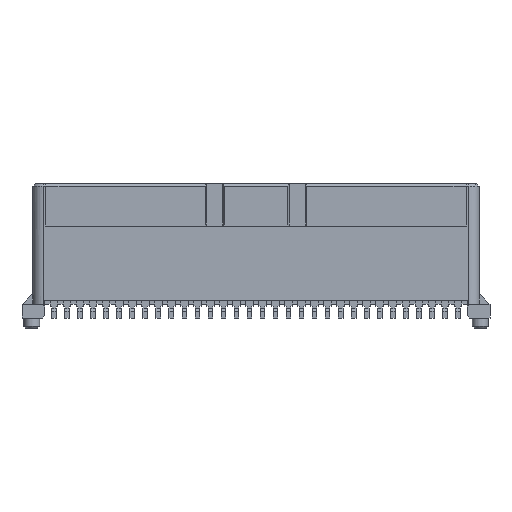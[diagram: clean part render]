
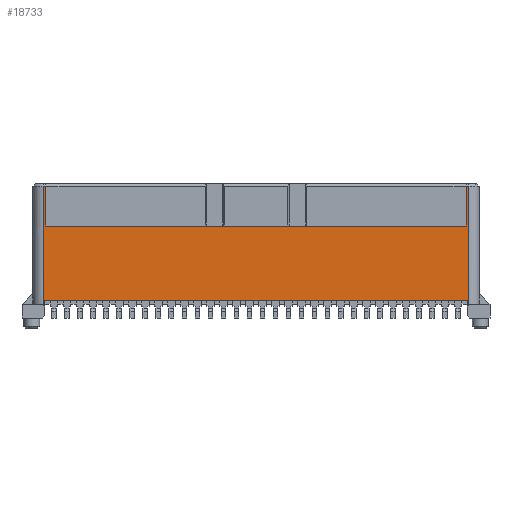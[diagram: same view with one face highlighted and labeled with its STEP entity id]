
A CAD part, front view. The second image highlights one B-rep face of the part: STEP entity #18733.
In plain terms, the highlighted planar face has unit normal (0, -1, 0).
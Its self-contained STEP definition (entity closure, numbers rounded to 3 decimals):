
#13992=CARTESIAN_POINT('',(16.2,-1.53,1.35));
#13993=VERTEX_POINT('',#13992);
#14000=CARTESIAN_POINT('',(-16.2,-1.53,1.35));
#14001=VERTEX_POINT('',#14000);
#14002=CARTESIAN_POINT('',(16.2,-1.53,1.35));
#14003=DIRECTION('',(-1.0,0.0,0.0));
#14004=VECTOR('',#14003,32.4);
#14005=LINE('',#14002,#14004);
#14006=EDGE_CURVE('',#13993,#14001,#14005,.T.);
#18486=CARTESIAN_POINT('',(-16.11,-1.53,7.062));
#18487=VERTEX_POINT('',#18486);
#18494=CARTESIAN_POINT('',(16.11,-1.53,7.062));
#18495=VERTEX_POINT('',#18494);
#18496=CARTESIAN_POINT('',(16.11,-1.53,7.062));
#18497=DIRECTION('',(-1.0,0.0,0.0));
#18498=VECTOR('',#18497,32.22);
#18499=LINE('',#18496,#18498);
#18500=EDGE_CURVE('',#18495,#18487,#18499,.T.);
#18518=CARTESIAN_POINT('',(16.11,-1.53,10.112));
#18519=VERTEX_POINT('',#18518);
#18520=CARTESIAN_POINT('',(16.11,-1.53,10.112));
#18521=DIRECTION('',(0.0,0.0,-1.0));
#18522=VECTOR('',#18521,3.05);
#18523=LINE('',#18520,#18522);
#18524=EDGE_CURVE('',#18519,#18495,#18523,.T.);
#18644=CARTESIAN_POINT('',(-16.11,-1.53,10.112));
#18645=VERTEX_POINT('',#18644);
#18652=CARTESIAN_POINT('',(-16.11,-1.53,10.112));
#18653=DIRECTION('',(0.0,0.0,-1.0));
#18654=VECTOR('',#18653,3.05);
#18655=LINE('',#18652,#18654);
#18656=EDGE_CURVE('',#18645,#18487,#18655,.T.);
#18662=CARTESIAN_POINT('',(17.941,-1.53,10.576));
#18663=DIRECTION('',(0.0,-1.0,0.0));
#18664=DIRECTION('',(1.0,0.0,0.0));
#18665=AXIS2_PLACEMENT_3D('',#18662,#18663,#18664);
#18666=PLANE('',#18665);
#18667=CARTESIAN_POINT('',(16.31,-1.53,0.96));
#18668=VERTEX_POINT('',#18667);
#18669=CARTESIAN_POINT('',(16.2,-1.53,0.85));
#18670=VERTEX_POINT('',#18669);
#18671=CARTESIAN_POINT('',(16.31,-1.53,0.96));
#18672=DIRECTION('',(-0.707,0.,-0.707));
#18673=VECTOR('',#18672,0.156);
#18674=LINE('',#18671,#18673);
#18675=EDGE_CURVE('',#18668,#18670,#18674,.T.);
#18676=ORIENTED_EDGE('',*,*,#18675,.F.);
#18677=CARTESIAN_POINT('',(16.31,-1.53,10.112));
#18678=VERTEX_POINT('',#18677);
#18679=CARTESIAN_POINT('',(16.31,-1.53,0.96));
#18680=DIRECTION('',(0.0,0.0,1.0));
#18681=VECTOR('',#18680,9.152);
#18682=LINE('',#18679,#18681);
#18683=EDGE_CURVE('',#18668,#18678,#18682,.T.);
#18684=ORIENTED_EDGE('',*,*,#18683,.T.);
#18685=CARTESIAN_POINT('',(16.11,-1.53,10.112));
#18686=DIRECTION('',(1.0,0.0,0.0));
#18687=VECTOR('',#18686,0.2);
#18688=LINE('',#18685,#18687);
#18689=EDGE_CURVE('',#18519,#18678,#18688,.T.);
#18690=ORIENTED_EDGE('',*,*,#18689,.F.);
#18691=ORIENTED_EDGE('',*,*,#18524,.T.);
#18692=ORIENTED_EDGE('',*,*,#18500,.T.);
#18693=ORIENTED_EDGE('',*,*,#18656,.F.);
#18694=CARTESIAN_POINT('',(-16.31,-1.53,10.112));
#18695=VERTEX_POINT('',#18694);
#18696=CARTESIAN_POINT('',(-16.31,-1.53,10.112));
#18697=DIRECTION('',(1.0,0.0,0.0));
#18698=VECTOR('',#18697,0.2);
#18699=LINE('',#18696,#18698);
#18700=EDGE_CURVE('',#18695,#18645,#18699,.T.);
#18701=ORIENTED_EDGE('',*,*,#18700,.F.);
#18702=CARTESIAN_POINT('',(-16.31,-1.53,0.96));
#18703=VERTEX_POINT('',#18702);
#18704=CARTESIAN_POINT('',(-16.31,-1.53,0.96));
#18705=DIRECTION('',(0.0,0.0,1.0));
#18706=VECTOR('',#18705,9.152);
#18707=LINE('',#18704,#18706);
#18708=EDGE_CURVE('',#18703,#18695,#18707,.T.);
#18709=ORIENTED_EDGE('',*,*,#18708,.F.);
#18710=CARTESIAN_POINT('',(-16.2,-1.53,0.85));
#18711=VERTEX_POINT('',#18710);
#18712=CARTESIAN_POINT('',(-16.31,-1.53,0.96));
#18713=DIRECTION('',(0.707,0.0,-0.707));
#18714=VECTOR('',#18713,0.156);
#18715=LINE('',#18712,#18714);
#18716=EDGE_CURVE('',#18703,#18711,#18715,.T.);
#18717=ORIENTED_EDGE('',*,*,#18716,.T.);
#18718=CARTESIAN_POINT('',(-16.2,-1.53,0.85));
#18719=DIRECTION('',(0.0,0.0,1.0));
#18720=VECTOR('',#18719,0.5);
#18721=LINE('',#18718,#18720);
#18722=EDGE_CURVE('',#18711,#14001,#18721,.T.);
#18723=ORIENTED_EDGE('',*,*,#18722,.T.);
#18724=ORIENTED_EDGE('',*,*,#14006,.F.);
#18725=CARTESIAN_POINT('',(16.2,-1.53,0.85));
#18726=DIRECTION('',(0.0,0.0,1.0));
#18727=VECTOR('',#18726,0.5);
#18728=LINE('',#18725,#18727);
#18729=EDGE_CURVE('',#18670,#13993,#18728,.T.);
#18730=ORIENTED_EDGE('',*,*,#18729,.F.);
#18731=EDGE_LOOP('',(#18676,#18684,#18690,#18691,#18692,#18693,#18701,#18709,#18717,#18723,#18724,#18730));
#18732=FACE_OUTER_BOUND('',#18731,.T.);
#18733=ADVANCED_FACE('',(#18732),#18666,.T.);
